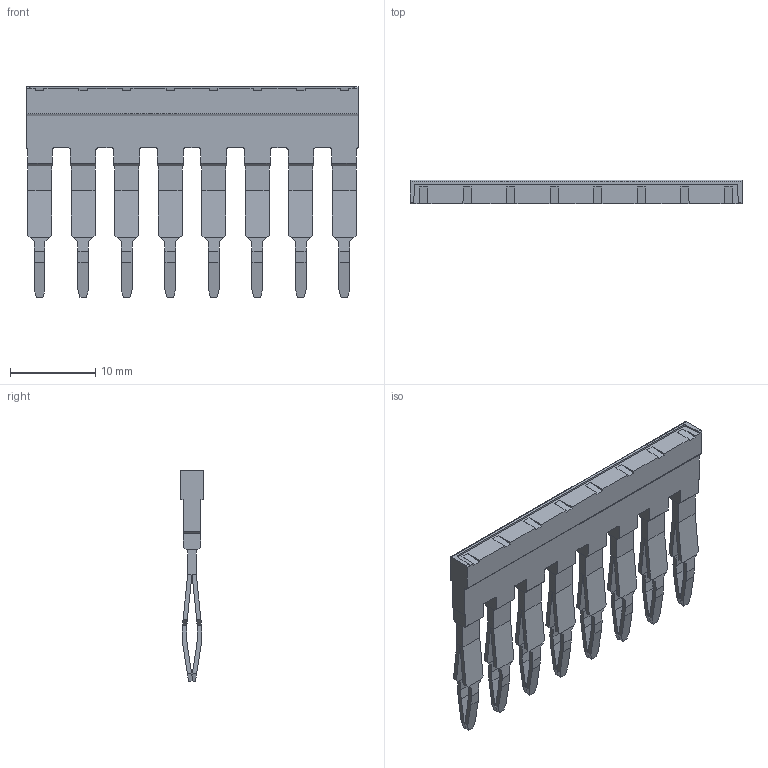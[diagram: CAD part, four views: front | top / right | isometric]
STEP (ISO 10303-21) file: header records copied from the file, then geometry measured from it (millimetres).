
FILE_DESCRIPTION(('CATIA V5 STEP Exchange','CAx-IF Rec.Pracs.--- Model Styling and Organization---1.4--- 2014-01-23'),'2;1');
FILE_NAME ('1373967-3_1', '2023-03-03T12:29:02+00:00', ('none'), ('Weidmueller'), 'CATIA Version 5-6 Release 2016 SP3 HF44', 'CATIA V5 STEP AP214', 'none');
FILE_SCHEMA(('AUTOMOTIVE_DESIGN { 1 0 10303 214 1 1 1 1 }'));
Length unit declared in the file: millimetre
Products named in the file (1): 2831730000
Bounding box: 38.9 x 2.8 x 24.72 mm (x, y, z)
Volume: 784.5 mm3; surface area: 2659.3 mm2
Topology: 9 solids, 9 shells, 473 faces, 1368 edges, 891 vertices
Faces by surface type: plane 416, bspline 32, cylinder 25
Entity records: 14702 total; most frequent: CARTESIAN_POINT 3650, ORIENTED_EDGE 2736, DIRECTION 1578, EDGE_CURVE 1368, VECTOR 1118, LINE 1118, VERTEX_POINT 891, EDGE_LOOP 481
